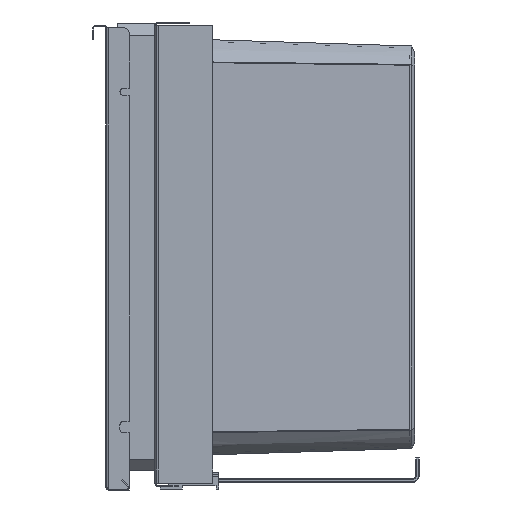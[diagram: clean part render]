
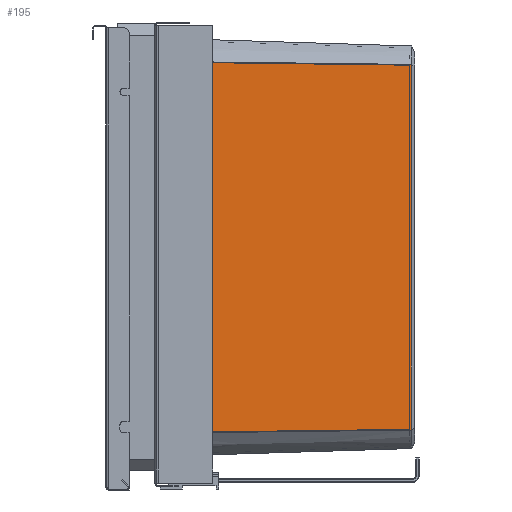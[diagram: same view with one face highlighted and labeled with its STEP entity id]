
A CAD part, left-side view. The second image highlights one B-rep face of the part: STEP entity #195.
In plain terms, the highlighted planar face has unit normal (-1, -0.031, 0).
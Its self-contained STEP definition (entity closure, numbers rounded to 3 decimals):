
#195=ADVANCED_FACE('7144',(#1005),#1006,.T.);
#1005=FACE_OUTER_BOUND('',#2650,.T.);
#1006=PLANE('',#2651);
#2650=EDGE_LOOP('',(#5014,#5015,#5016,#5017));
#2651=AXIS2_PLACEMENT_3D('',#5018,#5019,#5020);
#5014=ORIENTED_EDGE('',*,*,#10743,.T.);
#5015=ORIENTED_EDGE('',*,*,#10744,.F.);
#5016=ORIENTED_EDGE('',*,*,#10745,.F.);
#5017=ORIENTED_EDGE('',*,*,#10732,.F.);
#5018=CARTESIAN_POINT('',(-331.591,-95.469,-193.5));
#5019=DIRECTION('',(-1.,-0.031,0.0));
#5020=DIRECTION('',(0.031,-1.,0.0));
#10732=EDGE_CURVE('44420',#12653,#12655,#12656,.T.);
#10743=EDGE_CURVE('44454',#12653,#12672,#12674,.T.);
#10744=EDGE_CURVE('7267',#12489,#12672,#12675,.T.);
#10745=EDGE_CURVE('44455',#12655,#12489,#12676,.T.);
#12489=VERTEX_POINT('',#15456);
#12653=VERTEX_POINT('',#15825);
#12655=VERTEX_POINT('',#15837);
#12656=LINE('',#15838,#15839);
#12672=VERTEX_POINT('',#15899);
#12674=B_SPLINE_CURVE_WITH_KNOTS('',3,(#15901,#15902,#15903,#15904,#15905,#15906),.UNSPECIFIED.,.F.,.F.,(4,1,1,4),(0.0,0.333,0.667,1.),.UNSPECIFIED.);
#12675=LINE('',#15907,#15908);
#12676=B_SPLINE_CURVE_WITH_KNOTS('',3,(#15909,#15910,#15911,#15912,#15913,#15914),.UNSPECIFIED.,.F.,.F.,(4,1,1,4),(0.0,0.333,0.667,1.0),.UNSPECIFIED.);
#15456=CARTESIAN_POINT('',(-327.699,-220.329,-36.434));
#15825=CARTESIAN_POINT('',(-334.566,0.0,-353.257));
#15837=CARTESIAN_POINT('',(-334.566,0.0,-33.742));
#15838=CARTESIAN_POINT('',(-334.566,0.0,-353.257));
#15839=VECTOR('',#20776,319.515);
#15899=CARTESIAN_POINT('',(-327.699,-220.328,-350.566));
#15901=CARTESIAN_POINT('',(-334.566,0.0,-353.257));
#15902=CARTESIAN_POINT('',(-333.777,-25.325,-352.946));
#15903=CARTESIAN_POINT('',(-332.216,-75.412,-352.332));
#15904=CARTESIAN_POINT('',(-329.925,-148.895,-351.435));
#15905=CARTESIAN_POINT('',(-328.435,-196.709,-350.852));
#15906=CARTESIAN_POINT('',(-327.699,-220.328,-350.566));
#15907=CARTESIAN_POINT('',(-327.699,-220.329,-36.434));
#15908=VECTOR('',#20784,314.132);
#15909=CARTESIAN_POINT('',(-334.566,0.0,-33.742));
#15910=CARTESIAN_POINT('',(-333.777,-25.325,-34.053));
#15911=CARTESIAN_POINT('',(-332.216,-75.412,-34.667));
#15912=CARTESIAN_POINT('',(-329.925,-148.895,-35.565));
#15913=CARTESIAN_POINT('',(-328.435,-196.709,-36.147));
#15914=CARTESIAN_POINT('',(-327.699,-220.329,-36.434));
#20776=DIRECTION('',(0.0,0.0,1.0));
#20784=DIRECTION('',(0.,0.,-1.0));
